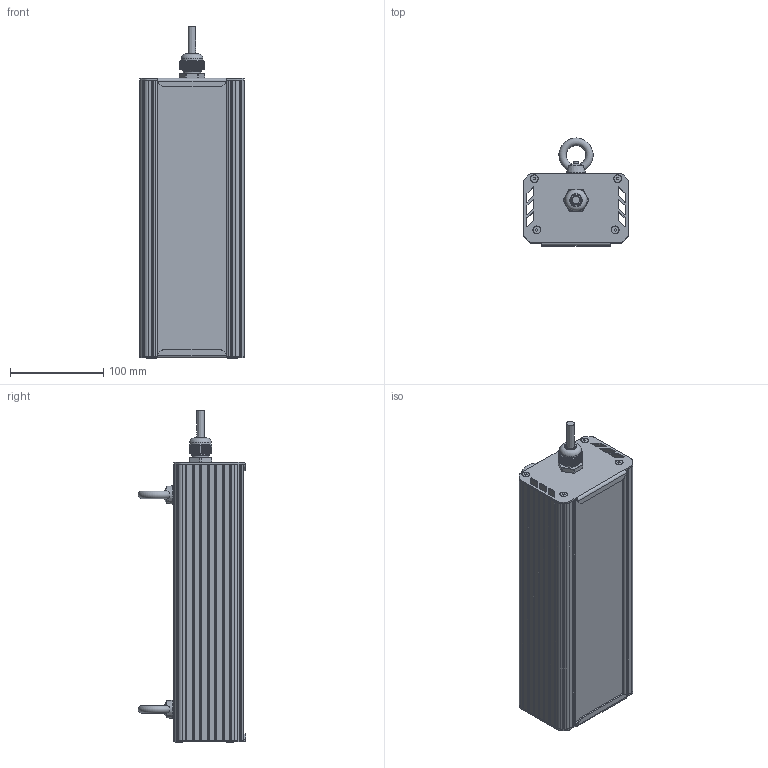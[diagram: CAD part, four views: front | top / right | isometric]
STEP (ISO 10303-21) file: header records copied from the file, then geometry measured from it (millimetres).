
FILE_DESCRIPTION(('STEP AP214'), '1');
FILE_NAME('001.0070.08.000 - ÃÑÏ-Ïðèìà-40', '2023-09-25T05:40:19', ('Ëóêîíèí Å Ï'), ('ÎÊÁ Ñâîé Ñòèëü'), 'C3D Converter', 'C3D Toolkit', '');
FILE_SCHEMA(('AUTOMOTIVE_DESIGN { 1 0 10303 214 3 1 1}'));
Length unit declared in the file: millimetre
Products named in the file (24): 001.0070.08.000; 001.0065.02.000
Assembly tree (113 placements, depth 4):
  001.0070.08.000
    (unnamed)
      (unnamed)
      (unnamed)
      (unnamed)  x4
      (unnamed)
      (unnamed)  x12
      (unnamed)  x52
      (unnamed)  x4
      (unnamed)  x4
      (unnamed)  x4
      (unnamed)  x4
      (unnamed)  x4
      (unnamed)  x4
      (unnamed)  x4
      (unnamed)  x4
      (unnamed)
      (unnamed)
      (unnamed)
      (unnamed)
        (unnamed)
    001.0065.02.000  x2
      (unnamed)
      (unnamed)
Bounding box: 112.19 x 115.41 x 356 mm (x, y, z)
Volume: 591009.1 mm3; surface area: 503777.1 mm2
Topology: 156 solids, 156 shells, 2370 faces, 6135 edges, 4139 vertices
Faces by surface type: plane 1479, cylinder 745, cone 100, bspline 21, torus 13, sphere 12
Full cylindrical faces by diameter (mm): 1 x12, 2 x8, 2.5 x16, 2.8 x100, 3.2 x12, 3.5 x20, 4 x8, 6 x2, 8 x8, 12 x1, 12.5 x1, 16 x1, 18.5 x3, 20 x1, 23.5 x1
Entity records: 85902 total; most frequent: CARTESIAN_POINT 39512, DIRECTION 7968, ORIENTED_EDGE 7840, EDGE_CURVE 3920, AXIS2_PLACEMENT_3D 2845, VERTEX_POINT 2696, LINE 2278, VECTOR 2278
